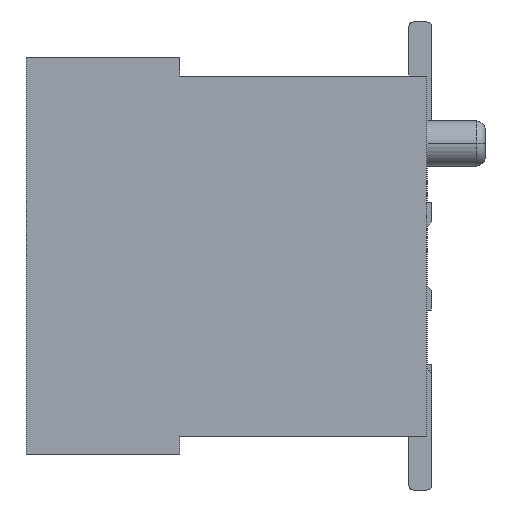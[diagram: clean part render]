
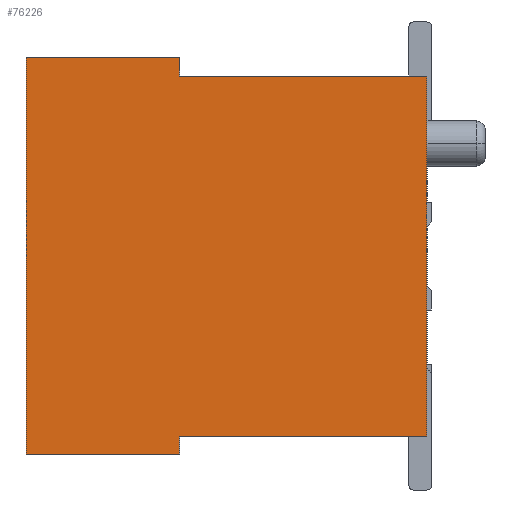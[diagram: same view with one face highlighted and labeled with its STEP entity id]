
A CAD part, left-side view. The second image highlights one B-rep face of the part: STEP entity #76226.
In plain terms, the highlighted planar face has unit normal (-1, 0, 0).
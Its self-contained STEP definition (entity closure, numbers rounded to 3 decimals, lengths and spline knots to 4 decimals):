
#31=DIRECTION('',(0.,-1.,0.));
#32=VECTOR('',#31,1.7);
#33=CARTESIAN_POINT('',(-11.35,4.45,2.2));
#34=LINE('',#33,#32);
#43=DIRECTION('',(0.,0.,1.));
#44=VECTOR('',#43,4.4);
#45=CARTESIAN_POINT('',(-11.35,4.45,-2.2));
#46=LINE('',#45,#44);
#55=DIRECTION('',(0.,1.,0.));
#56=VECTOR('',#55,1.7);
#57=CARTESIAN_POINT('',(-11.35,2.75,-2.2));
#58=LINE('',#57,#56);
#67=DIRECTION('',(0.,0.,-1.));
#68=VECTOR('',#67,0.2);
#69=CARTESIAN_POINT('',(-11.35,2.75,-2.));
#70=LINE('',#69,#68);
#171=DIRECTION('',(0.,-1.,0.));
#172=VECTOR('',#171,2.75);
#173=CARTESIAN_POINT('',(-11.35,2.75,-2.));
#174=LINE('',#173,#172);
#14351=DIRECTION('',(0.,0.,1.));
#14352=VECTOR('',#14351,0.2);
#14353=CARTESIAN_POINT('',(-11.35,2.75,2.));
#14354=LINE('',#14353,#14352);
#14355=DIRECTION('',(0.,1.,0.));
#14356=VECTOR('',#14355,2.75);
#14357=CARTESIAN_POINT('',(-11.35,0.,2.));
#14358=LINE('',#14357,#14356);
#14359=DIRECTION('',(0.,0.,1.));
#14360=VECTOR('',#14359,4.);
#14361=CARTESIAN_POINT('',(-11.35,0.,-2.));
#14362=LINE('',#14361,#14360);
#47736=CARTESIAN_POINT('',(-11.35,0.,2.));
#47738=VERTEX_POINT('',#47736);
#47739=CARTESIAN_POINT('',(-11.35,0.,-2.));
#47740=VERTEX_POINT('',#47739);
#47747=CARTESIAN_POINT('',(-11.35,2.75,2.));
#47748=VERTEX_POINT('',#47747);
#47831=CARTESIAN_POINT('',(-11.35,2.75,2.2));
#47832=VERTEX_POINT('',#47831);
#47833=CARTESIAN_POINT('',(-11.35,2.75,-2.));
#47834=CARTESIAN_POINT('',(-11.35,2.75,-2.2));
#47835=VERTEX_POINT('',#47833);
#47836=VERTEX_POINT('',#47834);
#47837=CARTESIAN_POINT('',(-11.35,4.45,-2.2));
#47838=VERTEX_POINT('',#47837);
#47839=CARTESIAN_POINT('',(-11.35,4.45,2.2));
#47840=VERTEX_POINT('',#47839);
#76211=CARTESIAN_POINT('',(-11.35,2.225,0.));
#76212=DIRECTION('',(1.,0.,0.));
#76213=DIRECTION('',(0.,0.,1.));
#76214=AXIS2_PLACEMENT_3D('',#76211,#76212,#76213);
#76215=PLANE('',#76214);
#76216=ORIENTED_EDGE('',*,*,#56194,.T.);
#76217=ORIENTED_EDGE('',*,*,#56179,.T.);
#76218=ORIENTED_EDGE('',*,*,#53984,.T.);
#76219=ORIENTED_EDGE('',*,*,#53969,.T.);
#76220=ORIENTED_EDGE('',*,*,#53954,.F.);
#76221=ORIENTED_EDGE('',*,*,#53939,.F.);
#76222=ORIENTED_EDGE('',*,*,#53730,.F.);
#76223=ORIENTED_EDGE('',*,*,#56293,.F.);
#76224=EDGE_LOOP('',(#76216,#76217,#76218,#76219,#76220,#76221,#76222,#76223));
#76225=FACE_OUTER_BOUND('',#76224,.F.);
#53730=EDGE_CURVE('',#47740,#47738,#14362,.T.);
#53939=EDGE_CURVE('',#47738,#47748,#14358,.T.);
#53954=EDGE_CURVE('',#47748,#47832,#14354,.T.);
#53969=EDGE_CURVE('',#47840,#47832,#34,.T.);
#53984=EDGE_CURVE('',#47838,#47840,#46,.T.);
#56179=EDGE_CURVE('',#47836,#47838,#58,.T.);
#56194=EDGE_CURVE('',#47835,#47836,#70,.T.);
#56293=EDGE_CURVE('',#47835,#47740,#174,.T.);
#76226=ADVANCED_FACE('',(#76225),#76215,.F.);
